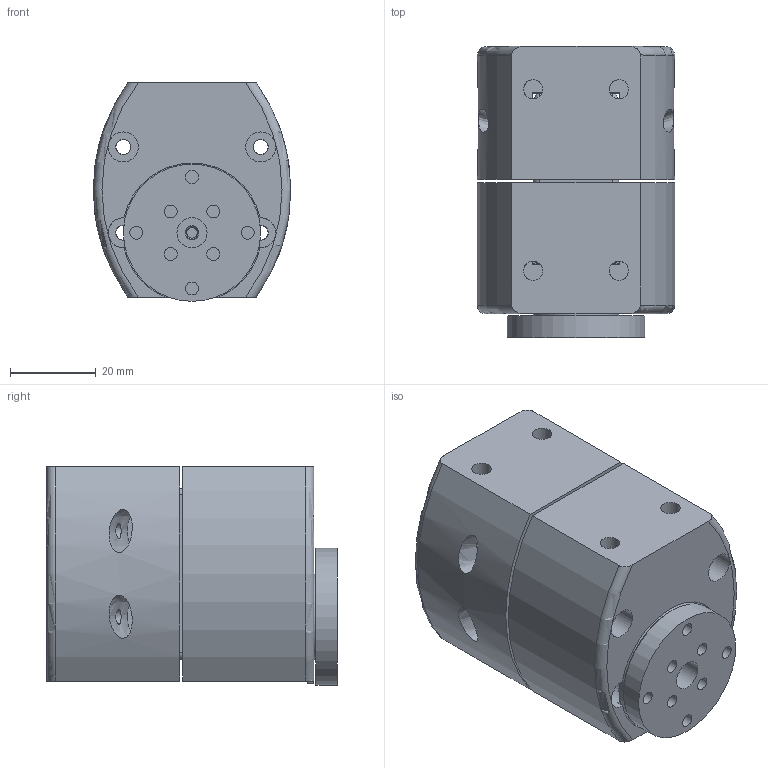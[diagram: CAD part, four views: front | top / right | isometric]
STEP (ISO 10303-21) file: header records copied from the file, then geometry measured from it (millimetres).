
FILE_DESCRIPTION(/* description */ (''),/* implementation_level */ '2;1');
FILE_NAME(/* name */ 'servoHead1 v17.step',/* time_stamp */ '2020-11-09T10:30:23+09:00',/* author */ (''),/* organization */ (''),/* preprocessor_version */ 'ST-DEVELOPER v18.1',/* originating_system */ 'Autodesk Translation Framework v9.3.0.1241',/* authorisation */ '');
FILE_SCHEMA (('AUTOMOTIVE_DESIGN { 1 0 10303 214 3 1 1 }'));
Length unit declared in the file: millimetre
Products named in the file (12): servoHead1; rds3135-3d; SG_178; ZK_142; DG_130; GE_57; DUOPAN-SG; servoHead_part3; servoHead_part4; servoHead_parts2; servoHead_parts1; SF-1E1810(bush20)
Assembly tree (11 placements, depth 3):
  servoHead1
    rds3135-3d
      SG_178
      ZK_142
      DG_130
      GE_57
      DUOPAN-SG
    servoHead_part3
    servoHead_part4
    servoHead_parts2
    servoHead_parts1
    SF-1E1810(bush20)
Bounding box: 46 x 67.8 x 51 mm (x, y, z)
Volume: 110049.7 mm3; surface area: 46406.8 mm2
Topology: 10 solids, 13 shells, 553 faces, 1419 edges, 894 vertices
Faces by surface type: plane 237, cylinder 209, bspline 42, cone 30, torus 19, sphere 16
Full cylindrical faces by diameter (mm): 1.58 x4, 1.6 x12, 2.5 x27, 3 x12, 3.2 x1, 3.5 x15, 4.5 x6, 5 x2, 6 x2, 6.05 x1, 6.2 x1, 7 x6, 7.5 x1, 8.5 x1, 9 x1, 9.5 x1, 10 x1, 19.89 x1, 20 x3, 23 x1, 23.6 x1, 31 x1, 32 x1
Entity records: 25108 total; most frequent: CARTESIAN_POINT 11307, ORIENTED_EDGE 2794, DIRECTION 2787, EDGE_CURVE 1397, AXIS2_PLACEMENT_3D 1034, VERTEX_POINT 894, LINE 719, VECTOR 719
